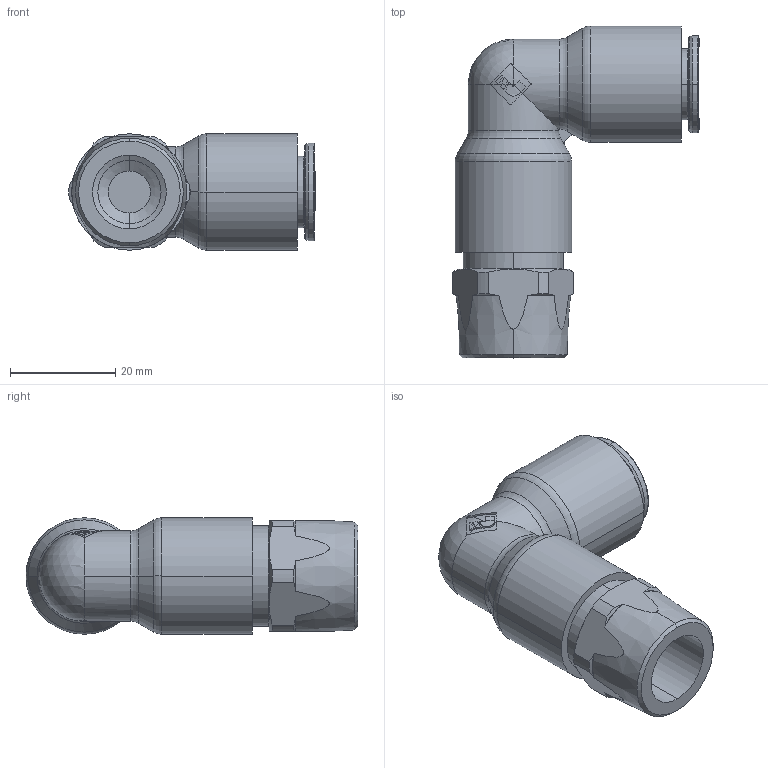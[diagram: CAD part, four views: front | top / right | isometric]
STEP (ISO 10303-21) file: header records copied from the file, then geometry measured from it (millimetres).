
FILE_DESCRIPTION(('STEP AP214'),'1');
FILE_NAME('6809_12_21.stp','2016-07-07T14:43:35',('TraceParts'),('TraceParts S.A.'),'Spatial InterOp 3D',' ',' ');
FILE_SCHEMA(('automotive_design'));
Length unit declared in the file: millimetre
Products named in the file (8): 6809 12 21|44112-19_ASM_1318#44112-19_ASM|44112-21_ASM_1316#44112-21_ASM|44112-32_1313#44112-32;Solide1; 6809 12 21|44112-19_ASM_1318#44112-19_ASM|44112-21_ASM_1316#44112-21_ASM|44112-30_1314#44112-30;Solide1; 6809 12 21|44112-19_ASM_1318#44112-19_ASM|44112-21_ASM_1316#44112-21_ASM|44112_1315#44112;Solide1; 6809 12 21|44112-19_ASM_1318#44112-19_ASM|44112-40_1317#44112-40;Solide1; 6809 12 21|44522-78_1312#44522-78;Solide1; 6809 12 21|44320-40-69_1319#44320-40-69;Solide1; 6809 12 21|44112-11-10-ASM_1320#44112-11-10-ASM;Solide1; 6809 12 21|44112-11-10-ASM_1321#44112-11-10-ASM;Solide1
Bounding box: 46.74 x 63 x 22.1 mm (x, y, z)
Volume: 18360.1 mm3; surface area: 15286.5 mm2
Topology: 8 solids, 8 shells, 807 faces, 2064 edges, 1297 vertices
Faces by surface type: plane 274, cylinder 167, torus 133, cone 128, bspline 94, sphere 11
Entity records: 37881 total; most frequent: CARTESIAN_POINT 11531, DIRECTION 4270, ORIENTED_EDGE 4124, EDGE_CURVE 2062, AXIS2_PLACEMENT_3D 1660, VERTEX_POINT 1297, LINE 950, VECTOR 950
